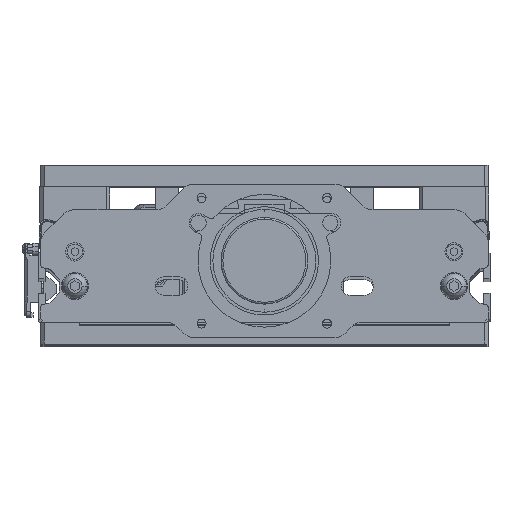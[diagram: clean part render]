
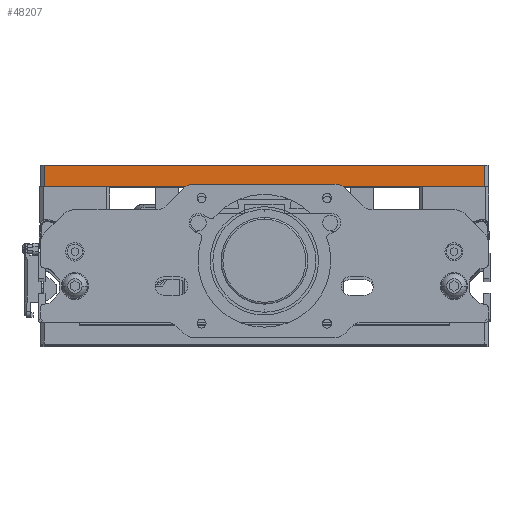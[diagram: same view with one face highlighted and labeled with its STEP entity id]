
A CAD part, top view. The second image highlights one B-rep face of the part: STEP entity #48207.
In plain terms, the highlighted planar face has unit normal (0, 0, 1).
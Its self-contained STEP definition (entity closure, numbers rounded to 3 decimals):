
#1522 = VERTEX_POINT ( 'NONE', #81854 ) ;
#4574 = VECTOR ( 'NONE', #63464, 1000. ) ;
#5778 = FACE_OUTER_BOUND ( 'NONE', #29989, .T. ) ;
#7923 = VERTEX_POINT ( 'NONE', #78341 ) ;
#12086 = CARTESIAN_POINT ( 'NONE',  ( -122., 88., 335. ) ) ;
#13774 = VERTEX_POINT ( 'NONE', #60009 ) ;
#14558 = DIRECTION ( 'NONE',  ( 0., 0., 1. ) ) ;
#27846 = DIRECTION ( 'NONE',  ( 1., 0., 0. ) ) ;
#29989 = EDGE_LOOP ( 'NONE', ( #76310, #31852, #35849, #44730 ) ) ;
#31852 = ORIENTED_EDGE ( 'NONE', *, *, #62836, .F. ) ;
#32917 = CARTESIAN_POINT ( 'NONE',  ( -122., 100., 335. ) ) ;
#35849 = ORIENTED_EDGE ( 'NONE', *, *, #53267, .T. ) ;
#42723 = LINE ( 'NONE', #74085, #51877 ) ;
#43776 = AXIS2_PLACEMENT_3D ( 'NONE', #59617, #14558, #27846 ) ;
#43791 = DIRECTION ( 'NONE',  ( 1., 0., 0. ) ) ;
#44730 = ORIENTED_EDGE ( 'NONE', *, *, #46722, .T. ) ;
#45681 = VERTEX_POINT ( 'NONE', #72118 ) ;
#46722 = EDGE_CURVE ( 'NONE', #13774, #45681, #59275, .T. ) ;
#48207 = ADVANCED_FACE ( 'NONE', ( #5778 ), #76399, .T. ) ;
#50457 = LINE ( 'NONE', #12086, #54967 ) ;
#51877 = VECTOR ( 'NONE', #60698, 1000. ) ;
#53267 = EDGE_CURVE ( 'NONE', #1522, #13774, #50457, .T. ) ;
#53435 = CARTESIAN_POINT ( 'NONE',  ( 122., 88., 335. ) ) ;
#54967 = VECTOR ( 'NONE', #43791, 1000. ) ;
#58388 = VECTOR ( 'NONE', #66844, 1000. ) ;
#59275 = LINE ( 'NONE', #53435, #58388 ) ;
#59617 = CARTESIAN_POINT ( 'NONE',  ( -122., 88., 335. ) ) ;
#60009 = CARTESIAN_POINT ( 'NONE',  ( 122., 88., 335. ) ) ;
#60698 = DIRECTION ( 'NONE',  ( 0., 1., 0. ) ) ;
#62836 = EDGE_CURVE ( 'NONE', #1522, #7923, #42723, .T. ) ;
#63464 = DIRECTION ( 'NONE',  ( 1., 0., 0. ) ) ;
#66844 = DIRECTION ( 'NONE',  ( 0., 1., 0. ) ) ;
#70179 = LINE ( 'NONE', #32917, #4574 ) ;
#72118 = CARTESIAN_POINT ( 'NONE',  ( 122., 100., 335. ) ) ;
#74085 = CARTESIAN_POINT ( 'NONE',  ( -122., 88., 335. ) ) ;
#76310 = ORIENTED_EDGE ( 'NONE', *, *, #76441, .F. ) ;
#76399 = PLANE ( 'NONE',  #43776 ) ;
#76441 = EDGE_CURVE ( 'NONE', #7923, #45681, #70179, .T. ) ;
#78341 = CARTESIAN_POINT ( 'NONE',  ( -122., 100., 335. ) ) ;
#81854 = CARTESIAN_POINT ( 'NONE',  ( -122., 88., 335. ) ) ;
